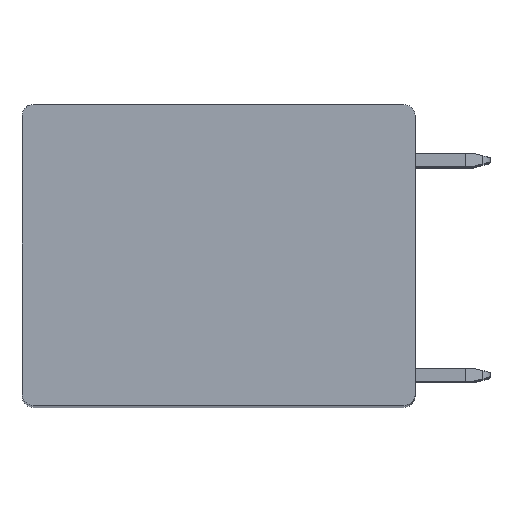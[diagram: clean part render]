
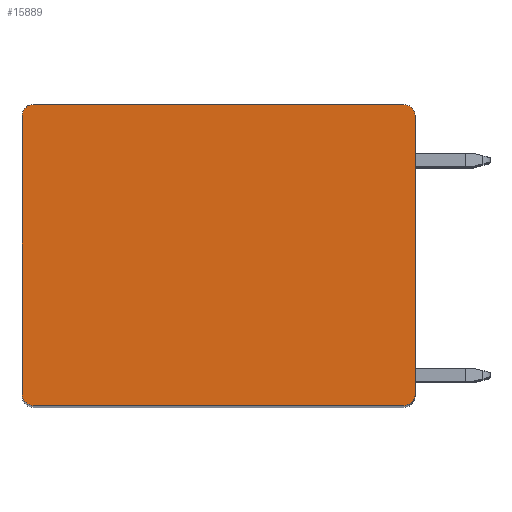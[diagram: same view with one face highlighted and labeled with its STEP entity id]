
A CAD part, top view. The second image highlights one B-rep face of the part: STEP entity #15889.
In plain terms, the highlighted planar face has unit normal (0, 0, 1).
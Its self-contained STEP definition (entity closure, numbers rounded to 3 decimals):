
#4249=CARTESIAN_POINT('',(-11.375,8.55,65.55));
#4250=DIRECTION('',(0.,0.,1.));
#4251=DIRECTION('',(0.,1.,0.));
#4252=AXIS2_PLACEMENT_3D('',#4249,#4250,#4251);
#4254=DIRECTION('',(-1.,0.,0.));
#4255=VECTOR('',#4254,22.75);
#4256=CARTESIAN_POINT('',(11.375,9.25,65.55));
#4257=LINE('',#4256,#4255);
#4258=CARTESIAN_POINT('',(11.375,8.55,65.55));
#4259=DIRECTION('',(0.,0.,1.));
#4260=DIRECTION('',(1.,0.,0.));
#4261=AXIS2_PLACEMENT_3D('',#4258,#4259,#4260);
#4263=DIRECTION('',(0.,1.,0.));
#4264=VECTOR('',#4263,17.1);
#4265=CARTESIAN_POINT('',(12.075,-8.55,65.55));
#4266=LINE('',#4265,#4264);
#4267=CARTESIAN_POINT('',(11.375,-8.55,65.55));
#4268=DIRECTION('',(0.,0.,1.));
#4269=DIRECTION('',(0.,-1.,0.));
#4270=AXIS2_PLACEMENT_3D('',#4267,#4268,#4269);
#4272=DIRECTION('',(1.,0.,0.));
#4273=VECTOR('',#4272,22.75);
#4274=CARTESIAN_POINT('',(-11.375,-9.25,65.55));
#4275=LINE('',#4274,#4273);
#4276=CARTESIAN_POINT('',(-11.375,-8.55,65.55));
#4277=DIRECTION('',(0.,0.,1.));
#4278=DIRECTION('',(-1.,0.,0.));
#4279=AXIS2_PLACEMENT_3D('',#4276,#4277,#4278);
#4281=DIRECTION('',(0.,-1.,0.));
#4282=VECTOR('',#4281,17.1);
#4283=CARTESIAN_POINT('',(-12.075,8.55,65.55));
#4284=LINE('',#4283,#4282);
#8559=CARTESIAN_POINT('',(-11.375,9.25,65.55));
#8560=CARTESIAN_POINT('',(-12.075,8.55,65.55));
#8561=VERTEX_POINT('',#8559);
#8562=VERTEX_POINT('',#8560);
#8567=CARTESIAN_POINT('',(12.075,8.55,65.55));
#8568=VERTEX_POINT('',#8567);
#8569=CARTESIAN_POINT('',(11.375,9.25,65.55));
#8570=VERTEX_POINT('',#8569);
#8575=CARTESIAN_POINT('',(11.375,-9.25,65.55));
#8576=VERTEX_POINT('',#8575);
#8577=CARTESIAN_POINT('',(12.075,-8.55,65.55));
#8578=VERTEX_POINT('',#8577);
#8583=CARTESIAN_POINT('',(-12.075,-8.55,65.55));
#8584=VERTEX_POINT('',#8583);
#8585=CARTESIAN_POINT('',(-11.375,-9.25,65.55));
#8586=VERTEX_POINT('',#8585);
#15874=CARTESIAN_POINT('',(0.,0.,65.55));
#15875=DIRECTION('',(0.,0.,1.));
#15876=DIRECTION('',(1.,0.,0.));
#15877=AXIS2_PLACEMENT_3D('',#15874,#15875,#15876);
#15878=PLANE('',#15877);
#15879=ORIENTED_EDGE('',*,*,#10592,.F.);
#15880=ORIENTED_EDGE('',*,*,#11134,.F.);
#15881=ORIENTED_EDGE('',*,*,#12919,.F.);
#15882=ORIENTED_EDGE('',*,*,#12934,.F.);
#15883=ORIENTED_EDGE('',*,*,#15575,.F.);
#15884=ORIENTED_EDGE('',*,*,#15590,.F.);
#15885=ORIENTED_EDGE('',*,*,#15603,.F.);
#15886=ORIENTED_EDGE('',*,*,#15615,.F.);
#15887=EDGE_LOOP('',(#15879,#15880,#15881,#15882,#15883,#15884,#15885,#15886));
#15888=FACE_OUTER_BOUND('',#15887,.F.);
#4253=CIRCLE('',#4252,0.7);
#4262=CIRCLE('',#4261,0.7);
#4271=CIRCLE('',#4270,0.7);
#4280=CIRCLE('',#4279,0.7);
#10592=EDGE_CURVE('',#8561,#8562,#4253,.T.);
#11134=EDGE_CURVE('',#8570,#8561,#4257,.T.);
#12919=EDGE_CURVE('',#8568,#8570,#4262,.T.);
#12934=EDGE_CURVE('',#8578,#8568,#4266,.T.);
#15575=EDGE_CURVE('',#8576,#8578,#4271,.T.);
#15590=EDGE_CURVE('',#8586,#8576,#4275,.T.);
#15603=EDGE_CURVE('',#8584,#8586,#4280,.T.);
#15615=EDGE_CURVE('',#8562,#8584,#4284,.T.);
#15889=ADVANCED_FACE('',(#15888),#15878,.T.);
